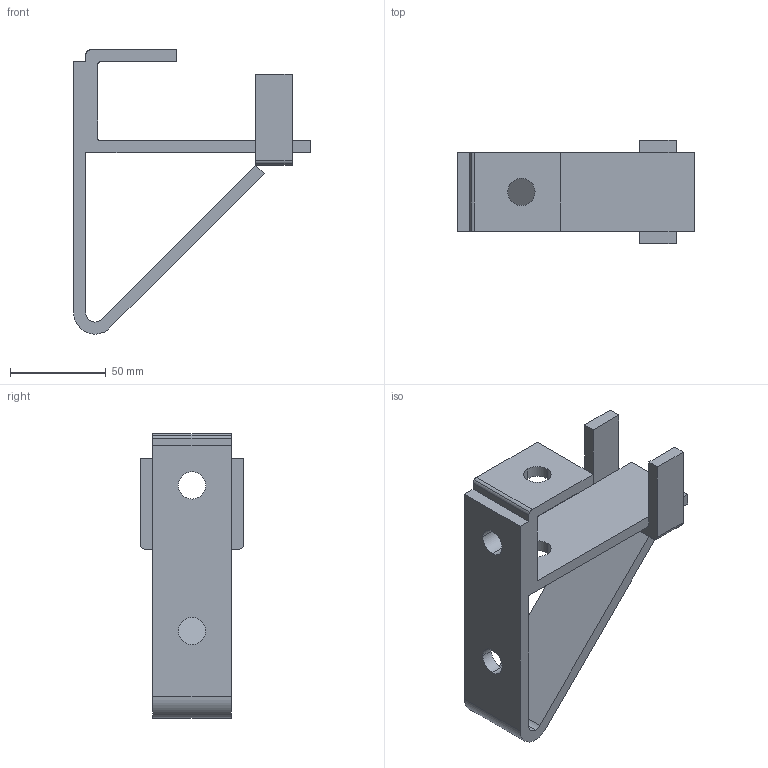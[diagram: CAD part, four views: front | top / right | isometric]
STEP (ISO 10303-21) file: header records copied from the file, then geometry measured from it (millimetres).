
FILE_DESCRIPTION(('TurboCAD Mac Pro'),'Build 980');
FILE_NAME('P1075.stp',' ',(''),(''),'ACIS Interop','IMSI','TurboCAD Mac Pro BY IMSI, INCORPORATED');
FILE_SCHEMA(('automotive_design'));
Length unit declared in the file: inch
Products named in the file (1): 1
Bounding box: 123.83 x 53.98 x 148.84 mm (x, y, z)
Volume: 134677.5 mm3; surface area: 47086.4 mm2
Topology: 1 solids, 1 shells, 60 faces, 170 edges, 111 vertices
Faces by surface type: plane 30, bspline 20, cylinder 10
Entity records: 2560 total; most frequent: CARTESIAN_POINT 599, ORIENTED_EDGE 340, DIRECTION 234, EDGE_CURVE 170, VERTEX_POINT 111, LINE 110, VECTOR 110, EDGE_LOOP 68
